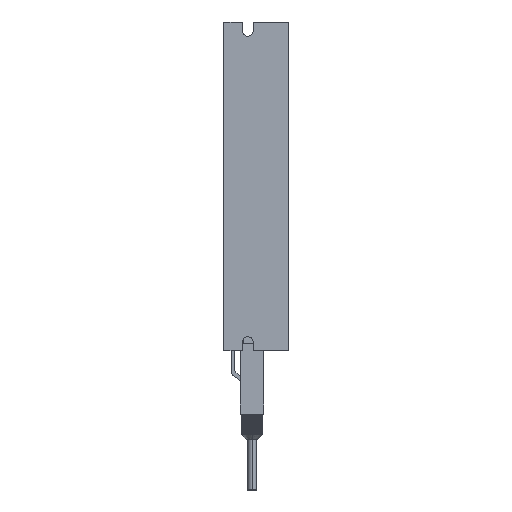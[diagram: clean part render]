
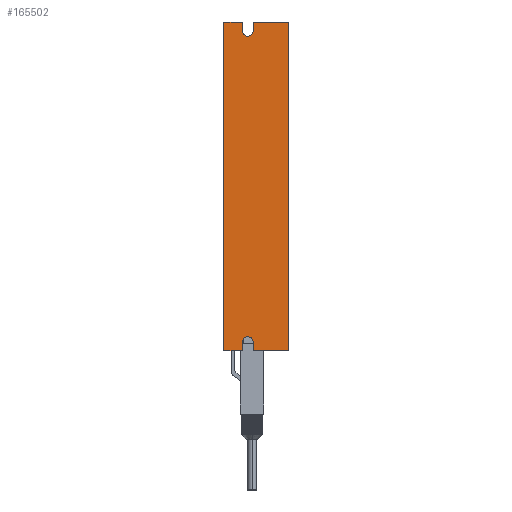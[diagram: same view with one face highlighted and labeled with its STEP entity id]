
A CAD part, left-side view. The second image highlights one B-rep face of the part: STEP entity #165502.
In plain terms, the highlighted planar face has unit normal (-1, 0, 0).
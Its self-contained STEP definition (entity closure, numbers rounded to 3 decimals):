
#936 = DIRECTION ( 'NONE',  ( 0., -1., 0. ) ) ;
#1951 = VERTEX_POINT ( 'NONE', #148103 ) ;
#3382 = DIRECTION ( 'NONE',  ( 1., 0., 0. ) ) ;
#4978 = VECTOR ( 'NONE', #14603, 1000. ) ;
#6257 = EDGE_CURVE ( 'NONE', #113007, #11700, #170422, .T. ) ;
#7871 = AXIS2_PLACEMENT_3D ( 'NONE', #141034, #155713, #68237 ) ;
#8461 = DIRECTION ( 'NONE',  ( 0., 0., -1. ) ) ;
#9976 = VECTOR ( 'NONE', #77687, 1000. ) ;
#10035 = EDGE_CURVE ( 'NONE', #134201, #1951, #154379, .T. ) ;
#11700 = VERTEX_POINT ( 'NONE', #167696 ) ;
#12328 = CARTESIAN_POINT ( 'NONE',  ( -28.357, 14.649, 68.5 ) ) ;
#12441 = VERTEX_POINT ( 'NONE', #20161 ) ;
#14603 = DIRECTION ( 'NONE',  ( 0., 0., 1. ) ) ;
#14622 = CARTESIAN_POINT ( 'NONE',  ( -28.357, 14.649, 195. ) ) ;
#16172 = ORIENTED_EDGE ( 'NONE', *, *, #36544, .T. ) ;
#18092 = EDGE_CURVE ( 'NONE', #155240, #140631, #135793, .T. ) ;
#18691 = CARTESIAN_POINT ( 'NONE',  ( -28.357, 10.449, 65. ) ) ;
#19356 = ORIENTED_EDGE ( 'NONE', *, *, #6257, .T. ) ;
#20161 = CARTESIAN_POINT ( 'NONE',  ( -28.357, 14.649, 65. ) ) ;
#30283 = CARTESIAN_POINT ( 'NONE',  ( -28.357, 22.049, 65. ) ) ;
#31692 = ORIENTED_EDGE ( 'NONE', *, *, #49258, .T. ) ;
#33074 = ORIENTED_EDGE ( 'NONE', *, *, #167333, .T. ) ;
#36544 = EDGE_CURVE ( 'NONE', #140631, #12441, #66288, .T. ) ;
#36892 = VECTOR ( 'NONE', #155751, 1000. ) ;
#37665 = ORIENTED_EDGE ( 'NONE', *, *, #87497, .T. ) ;
#38146 = CARTESIAN_POINT ( 'NONE',  ( -28.357, -3.451, 65. ) ) ;
#38799 = PLANE ( 'NONE',  #7871 ) ;
#43809 = ORIENTED_EDGE ( 'NONE', *, *, #130024, .T. ) ;
#43819 = LINE ( 'NONE', #87550, #4978 ) ;
#49258 = EDGE_CURVE ( 'NONE', #1951, #113007, #160864, .T. ) ;
#51909 = CARTESIAN_POINT ( 'NONE',  ( -28.357, 10.449, 68.5 ) ) ;
#52177 = LINE ( 'NONE', #51909, #91120 ) ;
#53763 = ORIENTED_EDGE ( 'NONE', *, *, #171575, .T. ) ;
#53874 = VECTOR ( 'NONE', #159234, 1000. ) ;
#54464 = VERTEX_POINT ( 'NONE', #18691 ) ;
#62681 = CARTESIAN_POINT ( 'NONE',  ( -28.357, 22.049, 195. ) ) ;
#62813 = CARTESIAN_POINT ( 'NONE',  ( -28.357, 12.549, 191.5 ) ) ;
#62995 = CARTESIAN_POINT ( 'NONE',  ( -28.357, -3.451, 195. ) ) ;
#65622 = ORIENTED_EDGE ( 'NONE', *, *, #10035, .T. ) ;
#66254 = CIRCLE ( 'NONE', #113753, 2.1 ) ;
#66288 = LINE ( 'NONE', #30283, #100592 ) ;
#68237 = DIRECTION ( 'NONE',  ( 0., 0., 1. ) ) ;
#70158 = CARTESIAN_POINT ( 'NONE',  ( -28.357, 14.649, 191.5 ) ) ;
#70570 = LINE ( 'NONE', #92582, #143677 ) ;
#71040 = ORIENTED_EDGE ( 'NONE', *, *, #161499, .T. ) ;
#76494 = ORIENTED_EDGE ( 'NONE', *, *, #161807, .T. ) ;
#77405 = CARTESIAN_POINT ( 'NONE',  ( -28.357, 10.449, 68.5 ) ) ;
#77504 = DIRECTION ( 'NONE',  ( 0., 0., 1. ) ) ;
#77687 = DIRECTION ( 'NONE',  ( 0., 1., 0. ) ) ;
#77865 = DIRECTION ( 'NONE',  ( 0., 1., 0. ) ) ;
#82891 = LINE ( 'NONE', #161362, #151436 ) ;
#87497 = EDGE_CURVE ( 'NONE', #143515, #102438, #66254, .T. ) ;
#87550 = CARTESIAN_POINT ( 'NONE',  ( -28.357, 14.649, 65. ) ) ;
#90972 = CARTESIAN_POINT ( 'NONE',  ( -28.357, 12.549, 68.5 ) ) ;
#91120 = VECTOR ( 'NONE', #8461, 1000. ) ;
#92582 = CARTESIAN_POINT ( 'NONE',  ( -28.357, 14.649, 195. ) ) ;
#94765 = VERTEX_POINT ( 'NONE', #14622 ) ;
#98347 = CIRCLE ( 'NONE', #171589, 2.1 ) ;
#100592 = VECTOR ( 'NONE', #936, 1000. ) ;
#102438 = VERTEX_POINT ( 'NONE', #77405 ) ;
#105696 = DIRECTION ( 'NONE',  ( 0., 0., 1. ) ) ;
#111751 = CARTESIAN_POINT ( 'NONE',  ( -28.357, 14.649, 191.5 ) ) ;
#113007 = VERTEX_POINT ( 'NONE', #185492 ) ;
#113753 = AXIS2_PLACEMENT_3D ( 'NONE', #90972, #3382, #105696 ) ;
#114780 = DIRECTION ( 'NONE',  ( 0., 0., 1. ) ) ;
#115584 = CARTESIAN_POINT ( 'NONE',  ( -28.357, -3.451, 65. ) ) ;
#130024 = EDGE_CURVE ( 'NONE', #102438, #54464, #52177, .T. ) ;
#131341 = DIRECTION ( 'NONE',  ( 0., -1., 0. ) ) ;
#134201 = VERTEX_POINT ( 'NONE', #38146 ) ;
#135793 = LINE ( 'NONE', #62681, #174638 ) ;
#140631 = VERTEX_POINT ( 'NONE', #147215 ) ;
#141034 = CARTESIAN_POINT ( 'NONE',  ( -28.357, 12.549, 191.5 ) ) ;
#143515 = VERTEX_POINT ( 'NONE', #12328 ) ;
#143677 = VECTOR ( 'NONE', #77865, 1000. ) ;
#147215 = CARTESIAN_POINT ( 'NONE',  ( -28.357, 22.049, 65. ) ) ;
#148103 = CARTESIAN_POINT ( 'NONE',  ( -28.357, -3.451, 195. ) ) ;
#151436 = VECTOR ( 'NONE', #131341, 1000. ) ;
#153465 = LINE ( 'NONE', #111751, #36892 ) ;
#154379 = LINE ( 'NONE', #115584, #188731 ) ;
#154593 = FACE_OUTER_BOUND ( 'NONE', #175812, .T. ) ;
#155240 = VERTEX_POINT ( 'NONE', #172972 ) ;
#155713 = DIRECTION ( 'NONE',  ( -1., 0., 0. ) ) ;
#155751 = DIRECTION ( 'NONE',  ( 0., 0., 1. ) ) ;
#157171 = ORIENTED_EDGE ( 'NONE', *, *, #18092, .T. ) ;
#159234 = DIRECTION ( 'NONE',  ( 0., 0., -1. ) ) ;
#159454 = CARTESIAN_POINT ( 'NONE',  ( -28.357, 10.449, 195. ) ) ;
#160864 = LINE ( 'NONE', #62995, #9976 ) ;
#161362 = CARTESIAN_POINT ( 'NONE',  ( -28.357, 10.449, 65. ) ) ;
#161499 = EDGE_CURVE ( 'NONE', #12441, #143515, #43819, .T. ) ;
#161807 = EDGE_CURVE ( 'NONE', #169223, #94765, #153465, .T. ) ;
#162664 = EDGE_CURVE ( 'NONE', #11700, #169223, #98347, .T. ) ;
#164874 = DIRECTION ( 'NONE',  ( 0., 0., -1. ) ) ;
#164995 = DIRECTION ( 'NONE',  ( 1., 0., 0. ) ) ;
#165502 = ADVANCED_FACE ( 'NONE', ( #154593 ), #38799, .T. ) ;
#167333 = EDGE_CURVE ( 'NONE', #94765, #155240, #70570, .T. ) ;
#167696 = CARTESIAN_POINT ( 'NONE',  ( -28.357, 10.449, 191.5 ) ) ;
#169223 = VERTEX_POINT ( 'NONE', #70158 ) ;
#170422 = LINE ( 'NONE', #159454, #53874 ) ;
#171575 = EDGE_CURVE ( 'NONE', #54464, #134201, #82891, .T. ) ;
#171589 = AXIS2_PLACEMENT_3D ( 'NONE', #62813, #164995, #77504 ) ;
#172972 = CARTESIAN_POINT ( 'NONE',  ( -28.357, 22.049, 195. ) ) ;
#174638 = VECTOR ( 'NONE', #164874, 1000. ) ;
#175789 = ORIENTED_EDGE ( 'NONE', *, *, #162664, .T. ) ;
#175812 = EDGE_LOOP ( 'NONE', ( #65622, #31692, #19356, #175789, #76494, #33074, #157171, #16172, #71040, #37665, #43809, #53763 ) ) ;
#185492 = CARTESIAN_POINT ( 'NONE',  ( -28.357, 10.449, 195. ) ) ;
#188731 = VECTOR ( 'NONE', #114780, 1000. ) ;
